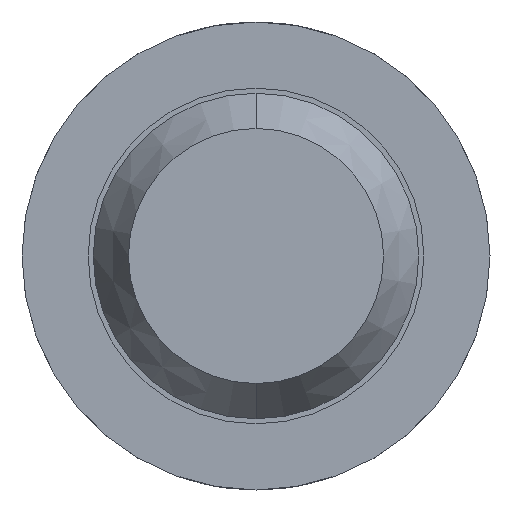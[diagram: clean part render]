
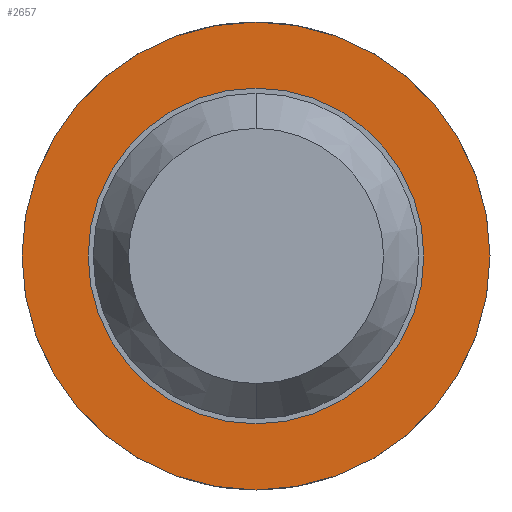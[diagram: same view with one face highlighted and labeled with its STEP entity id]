
A CAD part, front view. The second image highlights one B-rep face of the part: STEP entity #2657.
In plain terms, the highlighted planar face has unit normal (0, -1, 0).
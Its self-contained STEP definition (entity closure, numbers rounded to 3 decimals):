
#37 = DIRECTION ( 'NONE',  ( 0., 0., 1. ) ) ;
#119 = DIRECTION ( 'NONE',  ( 0., 1., 0. ) ) ;
#342 = CARTESIAN_POINT ( 'NONE',  ( 0., 12.25, -1.15 ) ) ;
#537 = CARTESIAN_POINT ( 'NONE',  ( 0., 12.25, 0. ) ) ;
#898 = DIRECTION ( 'NONE',  ( 0., 0., 1. ) ) ;
#921 = DIRECTION ( 'NONE',  ( 0., 0., 1. ) ) ;
#933 = CARTESIAN_POINT ( 'NONE',  ( 0., 12.25, 0.825 ) ) ;
#948 = CARTESIAN_POINT ( 'NONE',  ( 0., 12.25, -0.825 ) ) ;
#980 = AXIS2_PLACEMENT_3D ( 'NONE', #4167, #3749, #37 ) ;
#1040 = CIRCLE ( 'NONE', #3196, 0.825 ) ;
#1182 = AXIS2_PLACEMENT_3D ( 'NONE', #537, #119, #898 ) ;
#1322 = AXIS2_PLACEMENT_3D ( 'NONE', #4664, #3500, #4262 ) ;
#1653 = CARTESIAN_POINT ( 'NONE',  ( 0., 12.25, 1.15 ) ) ;
#1795 = VERTEX_POINT ( 'NONE', #948 ) ;
#1865 = FACE_BOUND ( 'NONE', #4111, .T. ) ;
#2006 = ORIENTED_EDGE ( 'NONE', *, *, #2838, .F. ) ;
#2047 = EDGE_CURVE ( 'NONE', #2861, #1795, #2697, .T. ) ;
#2281 = FACE_OUTER_BOUND ( 'NONE', #3908, .T. ) ;
#2561 = VERTEX_POINT ( 'NONE', #1653 ) ;
#2657 = ADVANCED_FACE ( 'NONE', ( #2281, #1865 ), #2714, .F. ) ;
#2690 = ORIENTED_EDGE ( 'NONE', *, *, #2919, .T. ) ;
#2697 = CIRCLE ( 'NONE', #980, 0.825 ) ;
#2714 = PLANE ( 'NONE',  #1322 ) ;
#2838 = EDGE_CURVE ( 'NONE', #2561, #4227, #3889, .T. ) ;
#2861 = VERTEX_POINT ( 'NONE', #933 ) ;
#2919 = EDGE_CURVE ( 'NONE', #1795, #2861, #1040, .T. ) ;
#3196 = AXIS2_PLACEMENT_3D ( 'NONE', #3203, #3583, #921 ) ;
#3203 = CARTESIAN_POINT ( 'NONE',  ( 0., 12.25, 0. ) ) ;
#3217 = CARTESIAN_POINT ( 'NONE',  ( 0., 12.25, 0. ) ) ;
#3236 = DIRECTION ( 'NONE',  ( 0., 1., 0. ) ) ;
#3427 = CIRCLE ( 'NONE', #1182, 1.15 ) ;
#3500 = DIRECTION ( 'NONE',  ( 0., 1., 0. ) ) ;
#3583 = DIRECTION ( 'NONE',  ( 0., 1., 0. ) ) ;
#3662 = EDGE_CURVE ( 'NONE', #4227, #2561, #3427, .T. ) ;
#3749 = DIRECTION ( 'NONE',  ( 0., 1., 0. ) ) ;
#3807 = ORIENTED_EDGE ( 'NONE', *, *, #3662, .F. ) ;
#3889 = CIRCLE ( 'NONE', #4547, 1.15 ) ;
#3908 = EDGE_LOOP ( 'NONE', ( #2006, #3807 ) ) ;
#3951 = DIRECTION ( 'NONE',  ( 0., 0., 1. ) ) ;
#4111 = EDGE_LOOP ( 'NONE', ( #4402, #2690 ) ) ;
#4167 = CARTESIAN_POINT ( 'NONE',  ( 0., 12.25, 0. ) ) ;
#4227 = VERTEX_POINT ( 'NONE', #342 ) ;
#4262 = DIRECTION ( 'NONE',  ( 0., 0., 1. ) ) ;
#4402 = ORIENTED_EDGE ( 'NONE', *, *, #2047, .T. ) ;
#4547 = AXIS2_PLACEMENT_3D ( 'NONE', #3217, #3236, #3951 ) ;
#4664 = CARTESIAN_POINT ( 'NONE',  ( 0.825, 12.25, 0. ) ) ;
